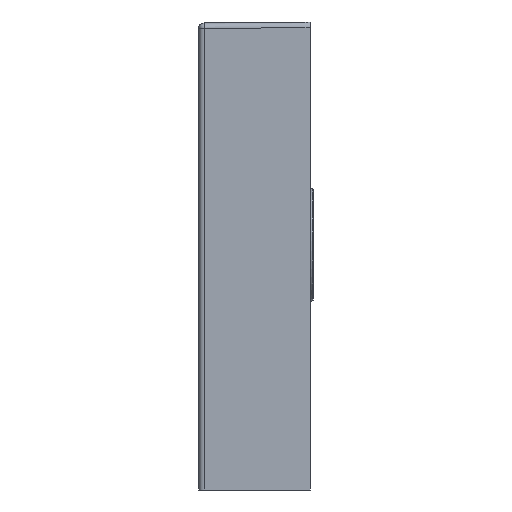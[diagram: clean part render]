
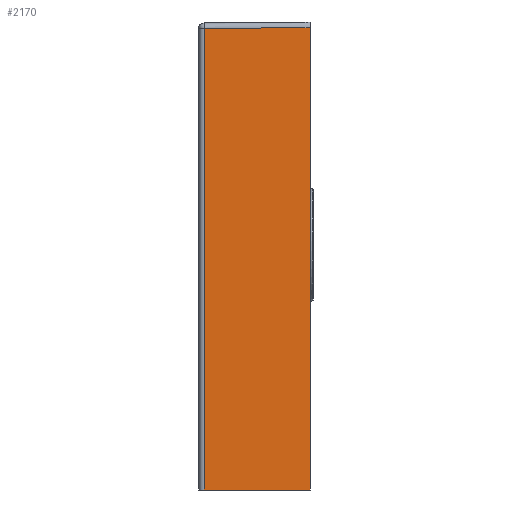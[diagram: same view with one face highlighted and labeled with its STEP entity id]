
A CAD part, left-side view. The second image highlights one B-rep face of the part: STEP entity #2170.
In plain terms, the highlighted planar face has unit normal (-1, 0.009, 0).
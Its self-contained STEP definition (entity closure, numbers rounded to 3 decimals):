
#211=PLANE('',#2401);
#353=FACE_OUTER_BOUND('',#492,.T.);
#492=EDGE_LOOP('',(#1847,#1848,#1849,#1850));
#582=LINE('',#6508,#688);
#593=LINE('',#7130,#699);
#616=LINE('',#7280,#722);
#622=LINE('',#7374,#728);
#688=VECTOR('',#2714,95.051);
#699=VECTOR('',#2813,414.171);
#722=VECTOR('',#2868,415.);
#728=VECTOR('',#2886,95.047);
#976=VERTEX_POINT('',#6497);
#978=VERTEX_POINT('',#6507);
#1008=VERTEX_POINT('',#7128);
#1031=VERTEX_POINT('',#7279);
#1231=EDGE_CURVE('',#976,#978,#582,.T.);
#1279=EDGE_CURVE('',#1008,#976,#593,.T.);
#1311=EDGE_CURVE('',#1031,#978,#616,.T.);
#1320=EDGE_CURVE('',#1008,#1031,#622,.T.);
#1847=ORIENTED_EDGE('',*,*,#1231,.F.);
#1848=ORIENTED_EDGE('',*,*,#1279,.F.);
#1849=ORIENTED_EDGE('',*,*,#1320,.T.);
#1850=ORIENTED_EDGE('',*,*,#1311,.T.);
#2170=ADVANCED_FACE('',(#353),#211,.T.);
#2401=AXIS2_PLACEMENT_3D('',#7373,#2884,#2885);
#2714=DIRECTION('',(-0.009,-1.,0.009));
#2813=DIRECTION('',(0.,0.,1.));
#2868=DIRECTION('',(0.,0.,1.));
#2884=DIRECTION('center_axis',(-1.,0.009,0.));
#2885=DIRECTION('ref_axis',(0.,0.,1.));
#2886=DIRECTION('',(-0.009,-1.,0.));
#6497=CARTESIAN_POINT('',(-249.171,-4.956,194.171));
#6507=CARTESIAN_POINT('',(-250.,-100.,195.));
#6508=CARTESIAN_POINT('',(-249.171,-4.956,194.171));
#7128=CARTESIAN_POINT('',(-249.171,-4.956,-220.));
#7130=CARTESIAN_POINT('',(-249.171,-4.956,-220.));
#7279=CARTESIAN_POINT('',(-250.,-100.,-220.));
#7280=CARTESIAN_POINT('',(-250.,-100.,-220.));
#7373=CARTESIAN_POINT('Origin',(-249.585,-52.478,-220.));
#7374=CARTESIAN_POINT('',(-249.171,-4.956,-220.));
